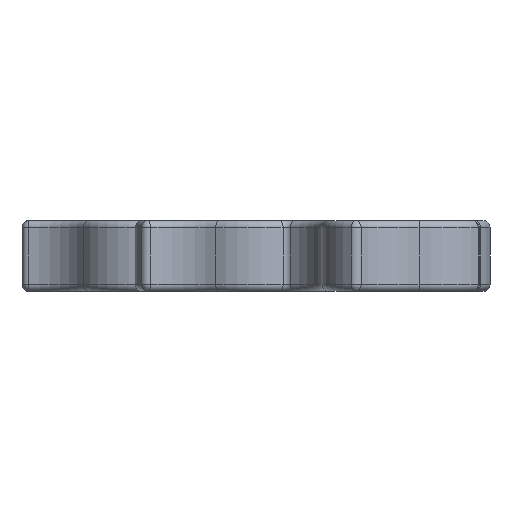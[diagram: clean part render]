
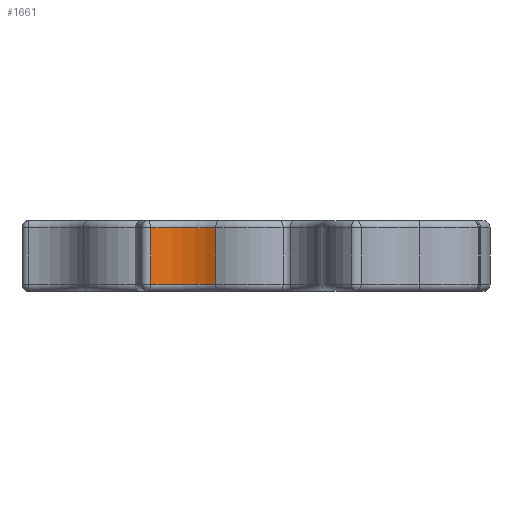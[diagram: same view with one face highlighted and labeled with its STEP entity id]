
A CAD part, front view. The second image highlights one B-rep face of the part: STEP entity #1661.
In plain terms, the highlighted cylindrical face has radius 5 mm (diameter 10 mm), a partial arc.
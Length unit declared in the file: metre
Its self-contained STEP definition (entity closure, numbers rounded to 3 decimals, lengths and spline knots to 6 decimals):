
#109=LINE('',#3032,#150);
#110=LINE('',#3037,#151);
#150=VECTOR('',#2286,1.);
#151=VECTOR('',#2289,1.);
#186=CYLINDRICAL_SURFACE('',#1851,0.005);
#289=ORIENTED_EDGE('',*,*,#822,.T.);
#290=ORIENTED_EDGE('',*,*,#823,.T.);
#291=ORIENTED_EDGE('',*,*,#824,.F.);
#292=ORIENTED_EDGE('',*,*,#825,.T.);
#822=EDGE_CURVE('',#1086,#1087,#109,.T.);
#823=EDGE_CURVE('',#1087,#1088,#1222,.F.);
#824=EDGE_CURVE('',#1089,#1088,#110,.T.);
#825=EDGE_CURVE('',#1089,#1086,#1223,.T.);
#1086=VERTEX_POINT('',#3033);
#1087=VERTEX_POINT('',#3034);
#1088=VERTEX_POINT('',#3036);
#1089=VERTEX_POINT('',#3038);
#1222=CIRCLE('',#1852,0.005);
#1223=CIRCLE('',#1853,0.005);
#1409=EDGE_LOOP('',(#289,#290,#291,#292));
#1534=FACE_BOUND('',#1409,.T.);
#1661=ADVANCED_FACE('',(#1534),#186,.F.);
#1851=AXIS2_PLACEMENT_3D('',#3031,#2284,#2285);
#1852=AXIS2_PLACEMENT_3D('',#3035,#2287,#2288);
#1853=AXIS2_PLACEMENT_3D('',#3039,#2290,#2291);
#2284=DIRECTION('',(0.,0.,-1.));
#2285=DIRECTION('',(-1.,0.,0.));
#2286=DIRECTION('',(0.,0.,-1.));
#2287=DIRECTION('',(0.,0.,1.));
#2288=DIRECTION('',(1.,0.,0.));
#2289=DIRECTION('',(0.,0.,-1.));
#2290=DIRECTION('',(0.,0.,1.));
#2291=DIRECTION('',(1.,0.,0.));
#3031=CARTESIAN_POINT('',(-0.00384,-0.02799,0.005));
#3032=CARTESIAN_POINT('',(-0.005915,-0.023441,0.005));
#3033=CARTESIAN_POINT('',(-0.005915,-0.023441,0.0045));
#3034=CARTESIAN_POINT('',(-0.005915,-0.023441,0.0005));
#3035=CARTESIAN_POINT('',(-0.00384,-0.02799,0.0005));
#3036=CARTESIAN_POINT('',(-0.00134,-0.02366,0.0005));
#3037=CARTESIAN_POINT('',(-0.00134,-0.02366,0.005));
#3038=CARTESIAN_POINT('',(-0.00134,-0.02366,0.0045));
#3039=CARTESIAN_POINT('',(-0.00384,-0.02799,0.0045));
